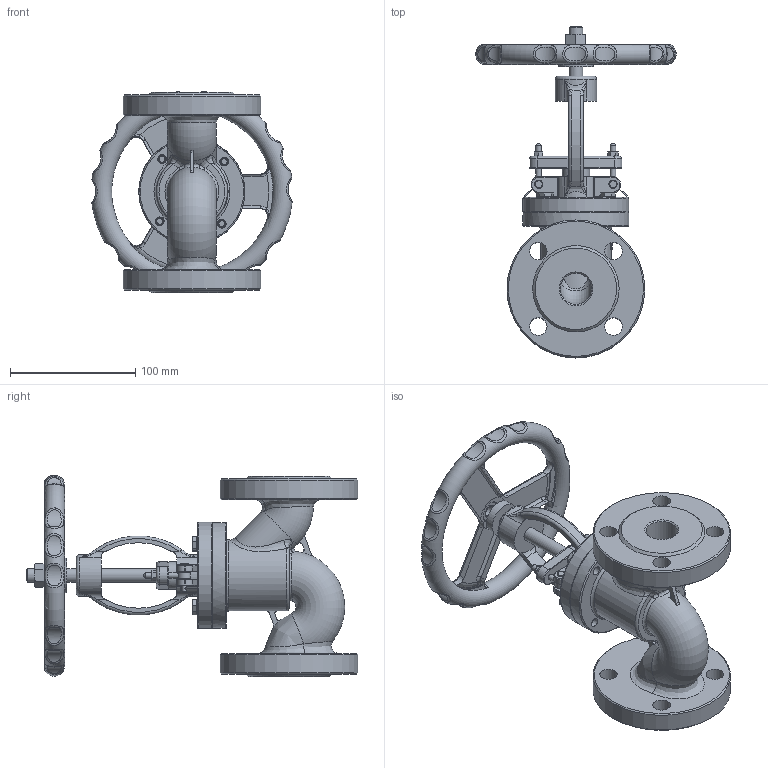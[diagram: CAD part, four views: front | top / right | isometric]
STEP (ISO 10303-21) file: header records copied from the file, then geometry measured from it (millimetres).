
FILE_DESCRIPTION(/* description */ (''),/* implementation_level */ '2;1');
FILE_NAME(/* name */ 'DN25_3D_STEP.stp',/* time_stamp */ '2025-04-20T11:20:22+03:00',/* author */ ('igorr'),/* organization */ (''),/* preprocessor_version */ 'ST-DEVELOPER v20',/* originating_system */ 'Autodesk Inventor 2025',/* authorisation */ '');
FILE_SCHEMA (('AUTOMOTIVE_DESIGN { 1 0 10303 214 3 1 1 }'));
Length unit declared in the file: millimetre
Products named in the file (6): Сборка1; Деталь1; Деталь2; AS 1110 - M6 x 12; ANSI B18.2.4.2M - M4x0,7; ANSI B18.2.4.2M - M10x1,5
Assembly tree (9 placements, depth 2):
  Сборка1
    Деталь1
    Деталь2
    AS 1110 - M6 x 12  x4
    ANSI B18.2.4.2M - M4x0,7  x2
    ANSI B18.2.4.2M - M10x1,5
Bounding box: 159.94 x 265 x 160.84 mm (x, y, z)
Volume: 836027.1 mm3; surface area: 173167.8 mm2
Topology: 9 solids, 9 shells, 618 faces, 1494 edges, 916 vertices
Faces by surface type: plane 210, cylinder 153, bspline 123, cone 81, torus 51
Full cylindrical faces by diameter (mm): 0.77 x2, 1.1 x2, 3.242 x2, 3.3 x4, 4.4 x6, 6 x4, 6.6 x2, 7 x8, 8.376 x1, 10 x4, 11 x3, 14 x8, 15 x1, 17.6 x1, 22 x1, 25 x3, 27.5 x2, 33 x1, 39 x1, 56.686 x1, 84.706 x2, 110 x2
Entity records: 24725 total; most frequent: CARTESIAN_POINT 12387, ORIENTED_EDGE 2550, DIRECTION 2232, EDGE_CURVE 1275, AXIS2_PLACEMENT_3D 937, VERTEX_POINT 797, EDGE_LOOP 616, FACE_OUTER_BOUND 523
